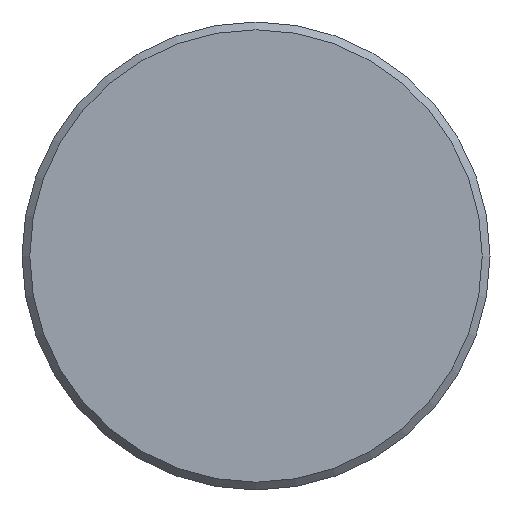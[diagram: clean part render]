
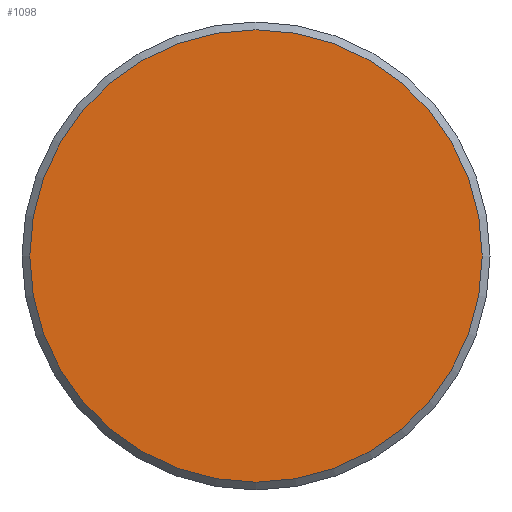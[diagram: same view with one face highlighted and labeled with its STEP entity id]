
A CAD part, front view. The second image highlights one B-rep face of the part: STEP entity #1098.
In plain terms, the highlighted planar face has unit normal (0, -1, 0).
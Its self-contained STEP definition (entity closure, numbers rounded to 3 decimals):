
#277=FACE_OUTER_BOUND('',#357,.T.);
#357=EDGE_LOOP('',(#921));
#416=CIRCLE('',#1237,14.5);
#505=VERTEX_POINT('',#1970);
#644=EDGE_CURVE('',#505,#505,#416,.T.);
#921=ORIENTED_EDGE('',*,*,#644,.T.);
#971=PLANE('',#1238);
#1098=ADVANCED_FACE('',(#277),#971,.T.);
#1237=AXIS2_PLACEMENT_3D('',#1971,#1541,#1542);
#1238=AXIS2_PLACEMENT_3D('',#1973,#1544,#1545);
#1541=DIRECTION('center_axis',(0.,-1.,0.));
#1542=DIRECTION('ref_axis',(1.,0.,0.));
#1544=DIRECTION('center_axis',(0.,-1.,0.));
#1545=DIRECTION('ref_axis',(0.,0.,-1.));
#1970=CARTESIAN_POINT('',(-14.5,0.,0.));
#1971=CARTESIAN_POINT('Origin',(0.,0.,
0.));
#1973=CARTESIAN_POINT('Origin',(0.,0.,0.));
